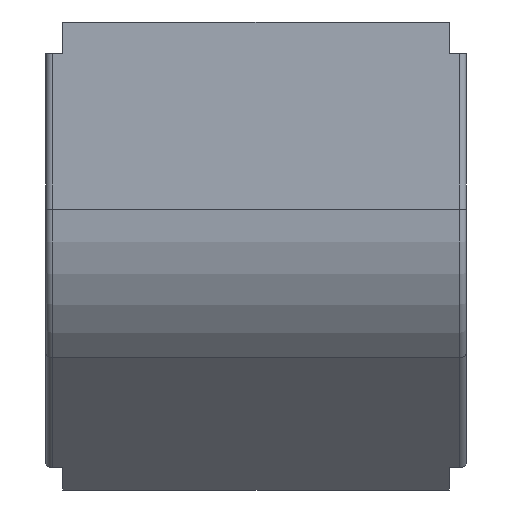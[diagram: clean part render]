
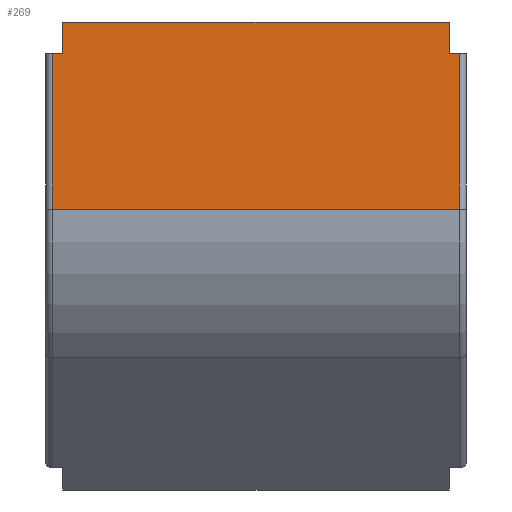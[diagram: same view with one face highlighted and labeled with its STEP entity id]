
A CAD part, front view. The second image highlights one B-rep face of the part: STEP entity #269.
In plain terms, the highlighted planar face has unit normal (0, -1, 0).
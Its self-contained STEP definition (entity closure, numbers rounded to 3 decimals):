
#269=ADVANCED_FACE('',(#563),#565,.T.);
#563=FACE_BOUND('',#564,.T.);
#564=EDGE_LOOP('',(#793,#794,#795,#796,#797,#798,#799,#800));
#565=PLANE('',#566);
#566=AXIS2_PLACEMENT_3D('',#567,#568,#569);
#567=CARTESIAN_POINT('',(0.,-1.,0.));
#568=DIRECTION('',(0.,-1.,0.));
#569=DIRECTION('',(-1.,0.,0.));
#793=ORIENTED_EDGE('',*,*,#942,.T.);
#794=ORIENTED_EDGE('',*,*,#943,.T.);
#795=ORIENTED_EDGE('',*,*,#904,.T.);
#796=ORIENTED_EDGE('',*,*,#944,.F.);
#797=ORIENTED_EDGE('',*,*,#945,.F.);
#798=ORIENTED_EDGE('',*,*,#946,.T.);
#799=ORIENTED_EDGE('',*,*,#947,.T.);
#800=ORIENTED_EDGE('',*,*,#948,.T.);
#904=EDGE_CURVE('',#1032,#1034,#1036,.T.);
#942=EDGE_CURVE('',#1100,#1101,#1102,.T.);
#943=EDGE_CURVE('',#1101,#1032,#1103,.T.);
#944=EDGE_CURVE('',#1104,#1034,#1105,.T.);
#945=EDGE_CURVE('',#1106,#1104,#1107,.T.);
#946=EDGE_CURVE('',#1106,#1108,#1109,.T.);
#947=EDGE_CURVE('',#1108,#1110,#1111,.T.);
#948=EDGE_CURVE('',#1110,#1100,#1112,.T.);
#1032=VERTEX_POINT('',#1288);
#1034=VERTEX_POINT('',#1293);
#1036=LINE('',#1298,#1299);
#1100=VERTEX_POINT('',#1450);
#1101=VERTEX_POINT('',#1451);
#1102=LINE('',#1452,#1453);
#1103=LINE('',#1455,#1456);
#1104=VERTEX_POINT('',#1458);
#1105=LINE('',#1459,#1460);
#1106=VERTEX_POINT('',#1462);
#1107=LINE('',#1463,#1464);
#1108=VERTEX_POINT('',#1466);
#1109=LINE('',#1467,#1468);
#1110=VERTEX_POINT('',#1470);
#1111=LINE('',#1471,#1472);
#1112=LINE('',#1474,#1475);
#1288=CARTESIAN_POINT('',(-98.,-1.,-75.));
#1293=CARTESIAN_POINT('',(98.,-1.,-75.));
#1298=CARTESIAN_POINT('',(-98.,-1.,-75.));
#1299=VECTOR('',#1300,1.);
#1300=DIRECTION('',(1.,0.,0.));
#1450=CARTESIAN_POINT('',(-93.,-1.,0.));
#1451=CARTESIAN_POINT('',(-98.,-1.,0.));
#1452=CARTESIAN_POINT('',(-93.,-1.,0.));
#1453=VECTOR('',#1454,1.);
#1454=DIRECTION('',(-1.,0.,0.));
#1455=CARTESIAN_POINT('',(-98.,-1.,0.));
#1456=VECTOR('',#1457,1.);
#1457=DIRECTION('',(0.,0.,-1.));
#1458=CARTESIAN_POINT('',(98.,-1.,0.));
#1459=CARTESIAN_POINT('',(98.,-1.,0.));
#1460=VECTOR('',#1461,1.);
#1461=DIRECTION('',(0.,0.,-1.));
#1462=CARTESIAN_POINT('',(93.,-1.,0.));
#1463=CARTESIAN_POINT('',(93.,-1.,0.));
#1464=VECTOR('',#1465,1.);
#1465=DIRECTION('',(1.,0.,0.));
#1466=CARTESIAN_POINT('',(93.,-1.,15.));
#1467=CARTESIAN_POINT('',(93.,-1.,0.));
#1468=VECTOR('',#1469,1.);
#1469=DIRECTION('',(0.,0.,1.));
#1470=CARTESIAN_POINT('',(-93.,-1.,15.));
#1471=CARTESIAN_POINT('',(93.,-1.,15.));
#1472=VECTOR('',#1473,1.);
#1473=DIRECTION('',(-1.,0.,0.));
#1474=CARTESIAN_POINT('',(-93.,-1.,15.));
#1475=VECTOR('',#1476,1.);
#1476=DIRECTION('',(0.,0.,-1.));
